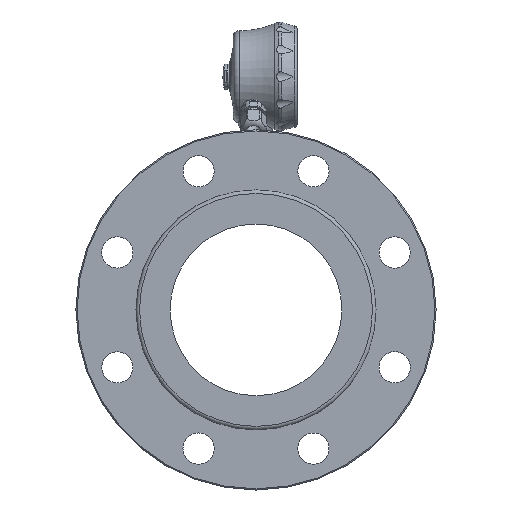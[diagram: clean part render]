
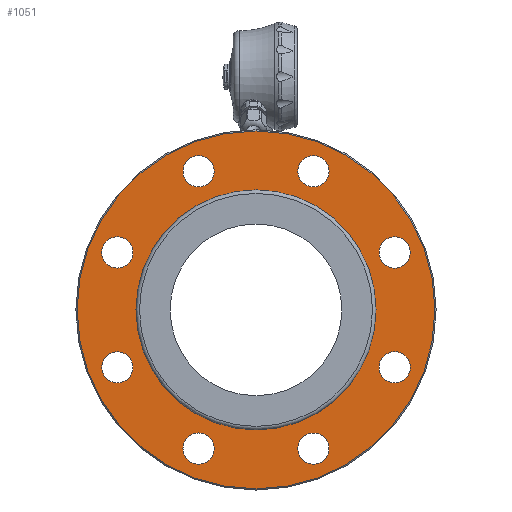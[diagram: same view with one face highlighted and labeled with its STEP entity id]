
A CAD part, front view. The second image highlights one B-rep face of the part: STEP entity #1051.
In plain terms, the highlighted planar face has unit normal (0, -1, 0).
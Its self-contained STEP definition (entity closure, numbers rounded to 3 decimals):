
#1051 = ADVANCED_FACE( '', ( #2401, #2402, #2403, #2404, #2405, #2406, #2407, #2408, #2409, #2410 ), #2411, .T. );
#2401 = FACE_OUTER_BOUND( '', #4476, .T. );
#2402 = FACE_BOUND( '', #4477, .T. );
#2403 = FACE_BOUND( '', #4478, .T. );
#2404 = FACE_BOUND( '', #4479, .T. );
#2405 = FACE_BOUND( '', #4480, .T. );
#2406 = FACE_BOUND( '', #4481, .T. );
#2407 = FACE_BOUND( '', #4482, .T. );
#2408 = FACE_BOUND( '', #4483, .T. );
#2409 = FACE_BOUND( '', #4484, .T. );
#2410 = FACE_BOUND( '', #4485, .T. );
#2411 = PLANE( '', #4486 );
#4476 = EDGE_LOOP( '', ( #8084 ) );
#4477 = EDGE_LOOP( '', ( #8085 ) );
#4478 = EDGE_LOOP( '', ( #8086 ) );
#4479 = EDGE_LOOP( '', ( #8087 ) );
#4480 = EDGE_LOOP( '', ( #8088 ) );
#4481 = EDGE_LOOP( '', ( #8089 ) );
#4482 = EDGE_LOOP( '', ( #8090 ) );
#4483 = EDGE_LOOP( '', ( #8091 ) );
#4484 = EDGE_LOOP( '', ( #8092 ) );
#4485 = EDGE_LOOP( '', ( #8093 ) );
#4486 = AXIS2_PLACEMENT_3D( '', #8094, #8095, #8096 );
#8084 = ORIENTED_EDGE( '', *, *, #10360, .T. );
#8085 = ORIENTED_EDGE( '', *, *, #11497, .F. );
#8086 = ORIENTED_EDGE( '', *, *, #11498, .F. );
#8087 = ORIENTED_EDGE( '', *, *, #10544, .F. );
#8088 = ORIENTED_EDGE( '', *, *, #11499, .F. );
#8089 = ORIENTED_EDGE( '', *, *, #11336, .F. );
#8090 = ORIENTED_EDGE( '', *, *, #10770, .F. );
#8091 = ORIENTED_EDGE( '', *, *, #11500, .F. );
#8092 = ORIENTED_EDGE( '', *, *, #11501, .F. );
#8093 = ORIENTED_EDGE( '', *, *, #11502, .F. );
#8094 = CARTESIAN_POINT( '', ( 0., -142., 100. ) );
#8095 = DIRECTION( '', ( 0., -1., 0. ) );
#8096 = DIRECTION( '', ( 0., 0., 1. ) );
#10360 = EDGE_CURVE( '', #12197, #12197, #12198, .T. );
#10544 = EDGE_CURVE( '', #12521, #12521, #12522, .T. );
#10770 = EDGE_CURVE( '', #12895, #12895, #12896, .T. );
#11336 = EDGE_CURVE( '', #13789, #13789, #13790, .T. );
#11497 = EDGE_CURVE( '', #14002, #14002, #14003, .T. );
#11498 = EDGE_CURVE( '', #14004, #14004, #14005, .T. );
#11499 = EDGE_CURVE( '', #14006, #14006, #14007, .T. );
#11500 = EDGE_CURVE( '', #14008, #14008, #14009, .T. );
#11501 = EDGE_CURVE( '', #14010, #14010, #14011, .T. );
#11502 = EDGE_CURVE( '', #14012, #14012, #14013, .T. );
#12197 = VERTEX_POINT( '', #15015 );
#12198 = CIRCLE( '', #15016, 149. );
#12521 = VERTEX_POINT( '', #15884 );
#12522 = CIRCLE( '', #15885, 13. );
#12895 = VERTEX_POINT( '', #16777 );
#12896 = CIRCLE( '', #16778, 13. );
#13789 = VERTEX_POINT( '', #19272 );
#13790 = CIRCLE( '', #19273, 13. );
#14002 = VERTEX_POINT( '', #19832 );
#14003 = CIRCLE( '', #19833, 13. );
#14004 = VERTEX_POINT( '', #19834 );
#14005 = CIRCLE( '', #19835, 13. );
#14006 = VERTEX_POINT( '', #19836 );
#14007 = CIRCLE( '', #19837, 13. );
#14008 = VERTEX_POINT( '', #19838 );
#14009 = CIRCLE( '', #19839, 13. );
#14010 = VERTEX_POINT( '', #19840 );
#14011 = CIRCLE( '', #19841, 13. );
#14012 = VERTEX_POINT( '', #19842 );
#14013 = CIRCLE( '', #19843, 100. );
#15015 = CARTESIAN_POINT( '', ( 0., -142., 149. ) );
#15016 = AXIS2_PLACEMENT_3D( '', #21639, #21640, #21641 );
#15884 = CARTESIAN_POINT( '', ( 57.028, -142., -106.293 ) );
#15885 = AXIS2_PLACEMENT_3D( '', #21814, #21815, #21816 );
#16777 = CARTESIAN_POINT( '', ( -115.485, -142., 34.835 ) );
#16778 = AXIS2_PLACEMENT_3D( '', #22072, #22073, #22074 );
#19272 = CARTESIAN_POINT( '', ( -106.293, -142., -57.028 ) );
#19273 = AXIS2_PLACEMENT_3D( '', #22676, #22677, #22678 );
#19832 = CARTESIAN_POINT( '', ( 106.293, -142., 57.028 ) );
#19833 = AXIS2_PLACEMENT_3D( '', #22839, #22840, #22841 );
#19834 = CARTESIAN_POINT( '', ( 115.485, -142., -34.835 ) );
#19835 = AXIS2_PLACEMENT_3D( '', #22842, #22843, #22844 );
#19836 = CARTESIAN_POINT( '', ( -34.835, -142., -115.485 ) );
#19837 = AXIS2_PLACEMENT_3D( '', #22845, #22846, #22847 );
#19838 = CARTESIAN_POINT( '', ( -57.028, -142., 106.293 ) );
#19839 = AXIS2_PLACEMENT_3D( '', #22848, #22849, #22850 );
#19840 = CARTESIAN_POINT( '', ( 34.835, -142., 115.485 ) );
#19841 = AXIS2_PLACEMENT_3D( '', #22851, #22852, #22853 );
#19842 = CARTESIAN_POINT( '', ( 0., -142., 100. ) );
#19843 = AXIS2_PLACEMENT_3D( '', #22854, #22855, #22856 );
#21639 = CARTESIAN_POINT( '', ( 0., -142., 0. ) );
#21640 = DIRECTION( '', ( 0., -1., 0. ) );
#21641 = DIRECTION( '', ( 0., 0., 1. ) );
#21814 = CARTESIAN_POINT( '', ( 47.835, -142., -115.485 ) );
#21815 = DIRECTION( '', ( 0., -1., 0. ) );
#21816 = DIRECTION( '', ( 0.707, 0., 0.707 ) );
#22072 = CARTESIAN_POINT( '', ( -115.485, -142., 47.835 ) );
#22073 = DIRECTION( '', ( 0., -1., 0. ) );
#22074 = DIRECTION( '', ( 0., 0., -1. ) );
#22676 = CARTESIAN_POINT( '', ( -115.485, -142., -47.835 ) );
#22677 = DIRECTION( '', ( 0., -1., 0. ) );
#22678 = DIRECTION( '', ( 0.707, 0., -0.707 ) );
#22839 = CARTESIAN_POINT( '', ( 115.485, -142., 47.835 ) );
#22840 = DIRECTION( '', ( 0., -1., 0. ) );
#22841 = DIRECTION( '', ( -0.707, 0., 0.707 ) );
#22842 = CARTESIAN_POINT( '', ( 115.485, -142., -47.835 ) );
#22843 = DIRECTION( '', ( 0., -1., 0. ) );
#22844 = DIRECTION( '', ( 0., 0., 1. ) );
#22845 = CARTESIAN_POINT( '', ( -47.835, -142., -115.485 ) );
#22846 = DIRECTION( '', ( 0., -1., 0. ) );
#22847 = DIRECTION( '', ( 1., 0., 0. ) );
#22848 = CARTESIAN_POINT( '', ( -47.835, -142., 115.485 ) );
#22849 = DIRECTION( '', ( 0., -1., 0. ) );
#22850 = DIRECTION( '', ( -0.707, 0., -0.707 ) );
#22851 = CARTESIAN_POINT( '', ( 47.835, -142., 115.485 ) );
#22852 = DIRECTION( '', ( 0., -1., 0. ) );
#22853 = DIRECTION( '', ( -1., 0., 0. ) );
#22854 = CARTESIAN_POINT( '', ( 0., -142., 0. ) );
#22855 = DIRECTION( '', ( 0., -1., 0. ) );
#22856 = DIRECTION( '', ( 0., 0., 1. ) );
